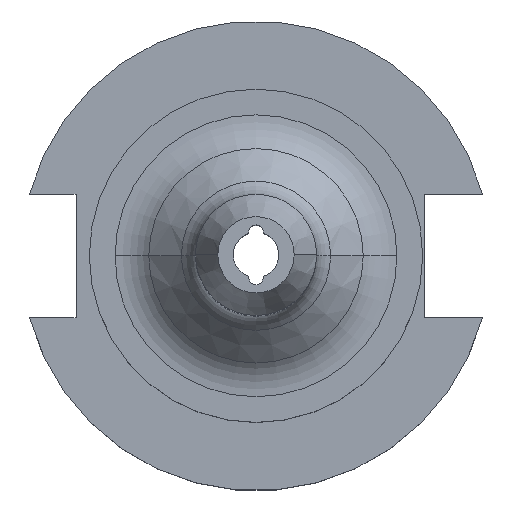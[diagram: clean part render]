
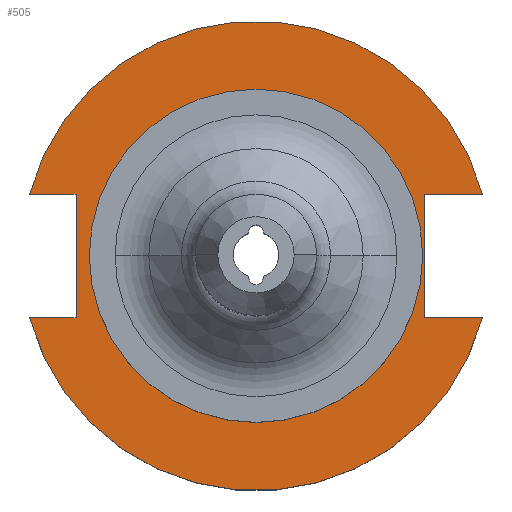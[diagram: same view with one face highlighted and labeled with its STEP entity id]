
A CAD part, top view. The second image highlights one B-rep face of the part: STEP entity #505.
In plain terms, the highlighted planar face has unit normal (0, 0, 1).
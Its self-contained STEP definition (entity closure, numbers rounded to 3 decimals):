
#2 = FACE_BOUND ( 'NONE', #848, .T. ) ;
#20 = AXIS2_PLACEMENT_3D ( 'NONE', #980, #51, #1122 ) ;
#35 = ORIENTED_EDGE ( 'NONE', *, *, #1531, .F. ) ;
#51 = DIRECTION ( 'NONE',  ( 0., 0., 1. ) ) ;
#63 = DIRECTION ( 'NONE',  ( 1., 0., 0. ) ) ;
#73 = CARTESIAN_POINT ( 'NONE',  ( 35.306, 12.954, 19.05 ) ) ;
#95 = DIRECTION ( 'NONE',  ( 0., 0., 1. ) ) ;
#104 = CARTESIAN_POINT ( 'NONE',  ( -63.719, -12.954, 19.05 ) ) ;
#164 = EDGE_CURVE ( 'NONE', #1609, #1045, #551, .T. ) ;
#208 = ORIENTED_EDGE ( 'NONE', *, *, #997, .T. ) ;
#230 = AXIS2_PLACEMENT_3D ( 'NONE', #1904, #989, #63 ) ;
#234 = CARTESIAN_POINT ( 'NONE',  ( -47.477, 12.954, 19.05 ) ) ;
#249 = ORIENTED_EDGE ( 'NONE', *, *, #164, .F. ) ;
#278 = VECTOR ( 'NONE', #1918, 1000. ) ;
#300 = ORIENTED_EDGE ( 'NONE', *, *, #1453, .F. ) ;
#321 = DIRECTION ( 'NONE',  ( 1., 0., 0. ) ) ;
#329 = PLANE ( 'NONE',  #1387 ) ;
#343 = VERTEX_POINT ( 'NONE', #234 ) ;
#381 = CARTESIAN_POINT ( 'NONE',  ( -37.719, 12.954, 19.05 ) ) ;
#402 = CARTESIAN_POINT ( 'NONE',  ( 0., 0., 19.05 ) ) ;
#450 = VECTOR ( 'NONE', #1720, 1000. ) ;
#502 = LINE ( 'NONE', #1248, #450 ) ;
#505 = ADVANCED_FACE ( 'NONE', ( #2, #1641 ), #329, .T. ) ;
#531 = LINE ( 'NONE', #104, #1692 ) ;
#551 = LINE ( 'NONE', #789, #1305 ) ;
#555 = VECTOR ( 'NONE', #1237, 1000. ) ;
#560 = DIRECTION ( 'NONE',  ( 1., 0., 0. ) ) ;
#606 = LINE ( 'NONE', #381, #971 ) ;
#626 = ORIENTED_EDGE ( 'NONE', *, *, #1949, .F. ) ;
#681 = ORIENTED_EDGE ( 'NONE', *, *, #1455, .T. ) ;
#700 = DIRECTION ( 'NONE',  ( 0., 1., 0. ) ) ;
#727 = VERTEX_POINT ( 'NONE', #1701 ) ;
#789 = CARTESIAN_POINT ( 'NONE',  ( 35.306, -12.954, 19.05 ) ) ;
#811 = VERTEX_POINT ( 'NONE', #73 ) ;
#832 = EDGE_CURVE ( 'NONE', #1113, #1369, #606, .T. ) ;
#837 = EDGE_CURVE ( 'NONE', #811, #1609, #1357, .T. ) ;
#848 = EDGE_LOOP ( 'NONE', ( #300, #1901 ) ) ;
#919 = VERTEX_POINT ( 'NONE', #965 ) ;
#942 = CARTESIAN_POINT ( 'NONE',  ( 47.477, -12.954, 19.05 ) ) ;
#955 = EDGE_CURVE ( 'NONE', #727, #1990, #1576, .T. ) ;
#965 = CARTESIAN_POINT ( 'NONE',  ( -47.477, -12.954, 19.05 ) ) ;
#971 = VECTOR ( 'NONE', #700, 1000. ) ;
#980 = CARTESIAN_POINT ( 'NONE',  ( 0., 0., 19.05 ) ) ;
#989 = DIRECTION ( 'NONE',  ( 0., 0., 1. ) ) ;
#992 = ORIENTED_EDGE ( 'NONE', *, *, #1984, .F. ) ;
#997 = EDGE_CURVE ( 'NONE', #1098, #343, #1932, .T. ) ;
#1014 = CARTESIAN_POINT ( 'NONE',  ( 0., 0., 19.05 ) ) ;
#1024 = CIRCLE ( 'NONE', #1340, 49.212 ) ;
#1045 = VERTEX_POINT ( 'NONE', #942 ) ;
#1096 = CARTESIAN_POINT ( 'NONE',  ( 34.925, 0., 19.05 ) ) ;
#1098 = VERTEX_POINT ( 'NONE', #1854 ) ;
#1113 = VERTEX_POINT ( 'NONE', #1256 ) ;
#1122 = DIRECTION ( 'NONE',  ( 1., 0., 0. ) ) ;
#1164 = DIRECTION ( 'NONE',  ( 1., 0., 0. ) ) ;
#1175 = DIRECTION ( 'NONE',  ( 1., 0., 0. ) ) ;
#1237 = DIRECTION ( 'NONE',  ( -1., 0., 0. ) ) ;
#1243 = AXIS2_PLACEMENT_3D ( 'NONE', #1014, #95, #1164 ) ;
#1248 = CARTESIAN_POINT ( 'NONE',  ( -63.719, 12.954, 19.05 ) ) ;
#1256 = CARTESIAN_POINT ( 'NONE',  ( -37.719, -12.954, 19.05 ) ) ;
#1259 = ORIENTED_EDGE ( 'NONE', *, *, #832, .F. ) ;
#1305 = VECTOR ( 'NONE', #1847, 1000. ) ;
#1340 = AXIS2_PLACEMENT_3D ( 'NONE', #402, #1469, #560 ) ;
#1357 = LINE ( 'NONE', #1762, #278 ) ;
#1369 = VERTEX_POINT ( 'NONE', #1682 ) ;
#1384 = CARTESIAN_POINT ( 'NONE',  ( 35.306, 12.954, 19.05 ) ) ;
#1387 = AXIS2_PLACEMENT_3D ( 'NONE', #1542, #1730, #321 ) ;
#1406 = LINE ( 'NONE', #1384, #555 ) ;
#1427 = CIRCLE ( 'NONE', #1243, 34.925 ) ;
#1453 = EDGE_CURVE ( 'NONE', #1990, #727, #1427, .T. ) ;
#1455 = EDGE_CURVE ( 'NONE', #919, #1045, #1024, .T. ) ;
#1469 = DIRECTION ( 'NONE',  ( 0., 0., 1. ) ) ;
#1531 = EDGE_CURVE ( 'NONE', #919, #1113, #531, .T. ) ;
#1542 = CARTESIAN_POINT ( 'NONE',  ( 0., 49.212, 19.05 ) ) ;
#1576 = CIRCLE ( 'NONE', #20, 34.925 ) ;
#1609 = VERTEX_POINT ( 'NONE', #1723 ) ;
#1641 = FACE_OUTER_BOUND ( 'NONE', #1855, .T. ) ;
#1682 = CARTESIAN_POINT ( 'NONE',  ( -37.719, 12.954, 19.05 ) ) ;
#1692 = VECTOR ( 'NONE', #1175, 1000. ) ;
#1701 = CARTESIAN_POINT ( 'NONE',  ( -34.925, 0., 19.05 ) ) ;
#1720 = DIRECTION ( 'NONE',  ( -1., 0., 0. ) ) ;
#1723 = CARTESIAN_POINT ( 'NONE',  ( 35.306, -12.954, 19.05 ) ) ;
#1730 = DIRECTION ( 'NONE',  ( 0., 0., 1. ) ) ;
#1762 = CARTESIAN_POINT ( 'NONE',  ( 35.306, 12.954, 19.05 ) ) ;
#1836 = ORIENTED_EDGE ( 'NONE', *, *, #837, .F. ) ;
#1847 = DIRECTION ( 'NONE',  ( 1., 0., 0. ) ) ;
#1854 = CARTESIAN_POINT ( 'NONE',  ( 47.477, 12.954, 19.05 ) ) ;
#1855 = EDGE_LOOP ( 'NONE', ( #681, #249, #1836, #626, #208, #992, #1259, #35 ) ) ;
#1901 = ORIENTED_EDGE ( 'NONE', *, *, #955, .F. ) ;
#1904 = CARTESIAN_POINT ( 'NONE',  ( 0., 0., 19.05 ) ) ;
#1918 = DIRECTION ( 'NONE',  ( 0., -1., 0. ) ) ;
#1932 = CIRCLE ( 'NONE', #230, 49.212 ) ;
#1949 = EDGE_CURVE ( 'NONE', #1098, #811, #1406, .T. ) ;
#1984 = EDGE_CURVE ( 'NONE', #1369, #343, #502, .T. ) ;
#1990 = VERTEX_POINT ( 'NONE', #1096 ) ;
